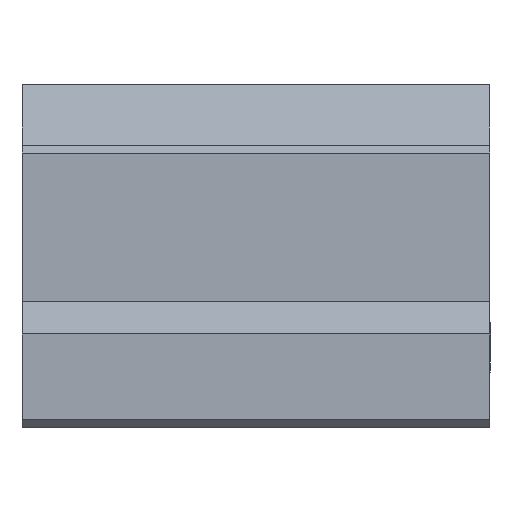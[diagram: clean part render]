
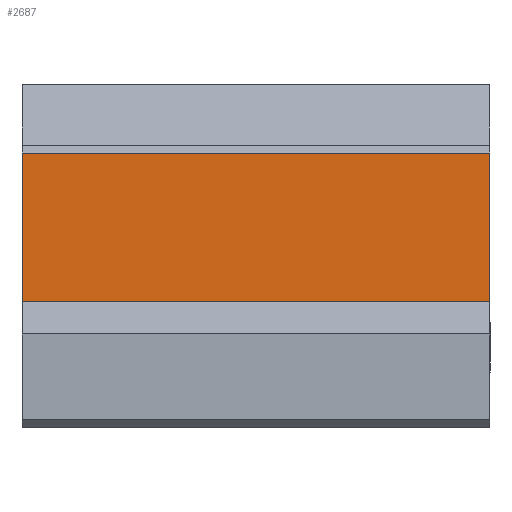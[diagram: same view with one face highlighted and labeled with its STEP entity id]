
A CAD part, left-side view. The second image highlights one B-rep face of the part: STEP entity #2687.
In plain terms, the highlighted planar face has unit normal (-1, 0, 0).
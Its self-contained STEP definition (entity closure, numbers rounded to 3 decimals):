
#961 = PLANE('',#962);
#962 = AXIS2_PLACEMENT_3D('',#963,#964,#965);
#963 = CARTESIAN_POINT('',(0.,15.,-1.645));
#964 = DIRECTION('',(0.,1.,0.));
#965 = DIRECTION('',(0.,0.,1.));
#1017 = PLANE('',#1018);
#1018 = AXIS2_PLACEMENT_3D('',#1019,#1020,#1021);
#1019 = CARTESIAN_POINT('',(0.,-15.,-1.645));
#1020 = DIRECTION('',(0.,1.,0.));
#1021 = DIRECTION('',(0.,0.,1.));
#1476 = VERTEX_POINT('',#1477);
#1477 = CARTESIAN_POINT('',(-17.,15.,-2.95));
#1491 = PLANE('',#1492);
#1492 = AXIS2_PLACEMENT_3D('',#1493,#1494,#1495);
#1493 = CARTESIAN_POINT('',(-19.1,15.,-5.05));
#1494 = DIRECTION('',(-0.707,0.,0.707)
  );
#1495 = DIRECTION('',(0.707,0.,0.707)
  );
#1503 = EDGE_CURVE('',#1476,#1504,#1506,.T.);
#1504 = VERTEX_POINT('',#1505);
#1505 = CARTESIAN_POINT('',(-17.,15.,6.55));
#1506 = SURFACE_CURVE('',#1507,(#1511,#1518),.PCURVE_S1.);
#1507 = LINE('',#1508,#1509);
#1508 = CARTESIAN_POINT('',(-17.,15.,-2.95));
#1509 = VECTOR('',#1510,1.);
#1510 = DIRECTION('',(0.,0.,1.));
#1511 = PCURVE('',#961,#1512);
#1512 = DEFINITIONAL_REPRESENTATION('',(#1513),#1517);
#1513 = LINE('',#1514,#1515);
#1514 = CARTESIAN_POINT('',(-1.305,-17.));
#1515 = VECTOR('',#1516,1.);
#1516 = DIRECTION('',(1.,0.));
#1517 = ( GEOMETRIC_REPRESENTATION_CONTEXT(2) 
PARAMETRIC_REPRESENTATION_CONTEXT() REPRESENTATION_CONTEXT('2D SPACE',''
  ) );
#1518 = PCURVE('',#1519,#1524);
#1519 = PLANE('',#1520);
#1520 = AXIS2_PLACEMENT_3D('',#1521,#1522,#1523);
#1521 = CARTESIAN_POINT('',(-17.,15.,-2.95));
#1522 = DIRECTION('',(-1.,0.,0.));
#1523 = DIRECTION('',(0.,0.,1.));
#1524 = DEFINITIONAL_REPRESENTATION('',(#1525),#1529);
#1525 = LINE('',#1526,#1527);
#1526 = CARTESIAN_POINT('',(0.,0.));
#1527 = VECTOR('',#1528,1.);
#1528 = DIRECTION('',(1.,0.));
#1529 = ( GEOMETRIC_REPRESENTATION_CONTEXT(2) 
PARAMETRIC_REPRESENTATION_CONTEXT() REPRESENTATION_CONTEXT('2D SPACE',''
  ) );
#1547 = PLANE('',#1548);
#1548 = AXIS2_PLACEMENT_3D('',#1549,#1550,#1551);
#1549 = CARTESIAN_POINT('',(-16.75,15.,6.8));
#1550 = DIRECTION('',(-0.707,0.,0.707)
  );
#1551 = DIRECTION('',(0.,-1.,0.));
#2055 = VERTEX_POINT('',#2056);
#2056 = CARTESIAN_POINT('',(-17.,-15.,-2.95));
#2077 = EDGE_CURVE('',#2055,#2078,#2080,.T.);
#2078 = VERTEX_POINT('',#2079);
#2079 = CARTESIAN_POINT('',(-17.,-15.,6.55));
#2080 = SURFACE_CURVE('',#2081,(#2085,#2092),.PCURVE_S1.);
#2081 = LINE('',#2082,#2083);
#2082 = CARTESIAN_POINT('',(-17.,-15.,-2.95));
#2083 = VECTOR('',#2084,1.);
#2084 = DIRECTION('',(0.,0.,1.));
#2085 = PCURVE('',#1017,#2086);
#2086 = DEFINITIONAL_REPRESENTATION('',(#2087),#2091);
#2087 = LINE('',#2088,#2089);
#2088 = CARTESIAN_POINT('',(-1.305,-17.));
#2089 = VECTOR('',#2090,1.);
#2090 = DIRECTION('',(1.,0.));
#2091 = ( GEOMETRIC_REPRESENTATION_CONTEXT(2) 
PARAMETRIC_REPRESENTATION_CONTEXT() REPRESENTATION_CONTEXT('2D SPACE',''
  ) );
#2092 = PCURVE('',#1519,#2093);
#2093 = DEFINITIONAL_REPRESENTATION('',(#2094),#2098);
#2094 = LINE('',#2095,#2096);
#2095 = CARTESIAN_POINT('',(0.,-30.));
#2096 = VECTOR('',#2097,1.);
#2097 = DIRECTION('',(1.,0.));
#2098 = ( GEOMETRIC_REPRESENTATION_CONTEXT(2) 
PARAMETRIC_REPRESENTATION_CONTEXT() REPRESENTATION_CONTEXT('2D SPACE',''
  ) );
#2583 = EDGE_CURVE('',#1504,#2078,#2584,.T.);
#2584 = SURFACE_CURVE('',#2585,(#2589,#2596),.PCURVE_S1.);
#2585 = LINE('',#2586,#2587);
#2586 = CARTESIAN_POINT('',(-17.,15.,6.55));
#2587 = VECTOR('',#2588,1.);
#2588 = DIRECTION('',(0.,-1.,0.));
#2589 = PCURVE('',#1547,#2590);
#2590 = DEFINITIONAL_REPRESENTATION('',(#2591),#2595);
#2591 = LINE('',#2592,#2593);
#2592 = CARTESIAN_POINT('',(0.,-0.354));
#2593 = VECTOR('',#2594,1.);
#2594 = DIRECTION('',(1.,0.));
#2595 = ( GEOMETRIC_REPRESENTATION_CONTEXT(2) 
PARAMETRIC_REPRESENTATION_CONTEXT() REPRESENTATION_CONTEXT('2D SPACE',''
  ) );
#2596 = PCURVE('',#1519,#2597);
#2597 = DEFINITIONAL_REPRESENTATION('',(#2598),#2602);
#2598 = LINE('',#2599,#2600);
#2599 = CARTESIAN_POINT('',(9.5,0.));
#2600 = VECTOR('',#2601,1.);
#2601 = DIRECTION('',(0.,-1.));
#2602 = ( GEOMETRIC_REPRESENTATION_CONTEXT(2) 
PARAMETRIC_REPRESENTATION_CONTEXT() REPRESENTATION_CONTEXT('2D SPACE',''
  ) );
#2687 = ADVANCED_FACE('',(#2688),#1519,.T.);
#2688 = FACE_BOUND('',#2689,.T.);
#2689 = EDGE_LOOP('',(#2690,#2691,#2712,#2713));
#2690 = ORIENTED_EDGE('',*,*,#1503,.F.);
#2691 = ORIENTED_EDGE('',*,*,#2692,.T.);
#2692 = EDGE_CURVE('',#1476,#2055,#2693,.T.);
#2693 = SURFACE_CURVE('',#2694,(#2698,#2705),.PCURVE_S1.);
#2694 = LINE('',#2695,#2696);
#2695 = CARTESIAN_POINT('',(-17.,15.,-2.95));
#2696 = VECTOR('',#2697,1.);
#2697 = DIRECTION('',(0.,-1.,0.));
#2698 = PCURVE('',#1519,#2699);
#2699 = DEFINITIONAL_REPRESENTATION('',(#2700),#2704);
#2700 = LINE('',#2701,#2702);
#2701 = CARTESIAN_POINT('',(0.,0.));
#2702 = VECTOR('',#2703,1.);
#2703 = DIRECTION('',(0.,-1.));
#2704 = ( GEOMETRIC_REPRESENTATION_CONTEXT(2) 
PARAMETRIC_REPRESENTATION_CONTEXT() REPRESENTATION_CONTEXT('2D SPACE',''
  ) );
#2705 = PCURVE('',#1491,#2706);
#2706 = DEFINITIONAL_REPRESENTATION('',(#2707),#2711);
#2707 = LINE('',#2708,#2709);
#2708 = CARTESIAN_POINT('',(2.97,0.));
#2709 = VECTOR('',#2710,1.);
#2710 = DIRECTION('',(0.,-1.));
#2711 = ( GEOMETRIC_REPRESENTATION_CONTEXT(2) 
PARAMETRIC_REPRESENTATION_CONTEXT() REPRESENTATION_CONTEXT('2D SPACE',''
  ) );
#2712 = ORIENTED_EDGE('',*,*,#2077,.T.);
#2713 = ORIENTED_EDGE('',*,*,#2583,.F.);
